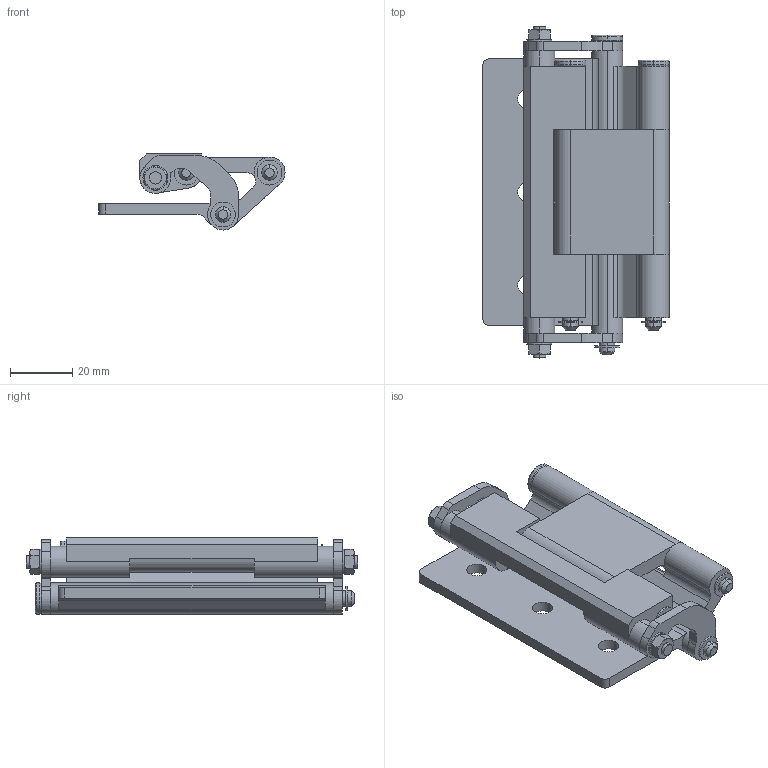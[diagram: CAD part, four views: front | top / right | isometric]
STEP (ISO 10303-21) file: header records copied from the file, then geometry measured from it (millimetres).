
FILE_DESCRIPTION (( 'STEP AP203' ), '1' );
FILE_NAME ('B-1405.STEP', '2011-09-27T05:25:19', ( '' ), ( '' ), 'SwSTEP 2.0', 'SolidWorks 2011', '' );
FILE_SCHEMA (( 'CONFIG_CONTROL_DESIGN' ));
Length unit declared in the file: millimetre
Products named in the file (9): B-1405; 六角UナットM4（クラス2）_JIS B 1181 Hexagon nut - Class 2 Finished M4 --N; B-1405EリングM4_; B-1405シャフト2_; B-1405上下アーム_; B-1405中間ジョイント_; B-1405シャフト1_; B-1405扉側ベース_; B-1405窓側ベース_
Assembly tree (15 placements, depth 2):
  B-1405
    六角UナットM4（クラス2）_JIS B 1181 Hexagon nut - Class 2 Finished M4 --N  x2
    B-1405EリングM4_  x5
    B-1405上下アーム_  x2
    B-1405シャフト2_
    B-1405シャフト1_  x2
    B-1405中間ジョイント_
    B-1405扉側ベース_
    B-1405窓側ベース_
Bounding box: 60 x 107 x 24.5 mm (x, y, z)
Volume: 51134.1 mm3; surface area: 32826.7 mm2
Topology: 15 solids, 15 shells, 287 faces, 672 edges, 430 vertices
Faces by surface type: cylinder 138, plane 99, cone 38, torus 12
Entity records: 6920 total; most frequent: DIRECTION 1085, CARTESIAN_POINT 1068, ORIENTED_EDGE 918, EDGE_CURVE 459, AXIS2_PLACEMENT_3D 441, VERTEX_POINT 296, CIRCLE 232, EDGE_LOOP 231
